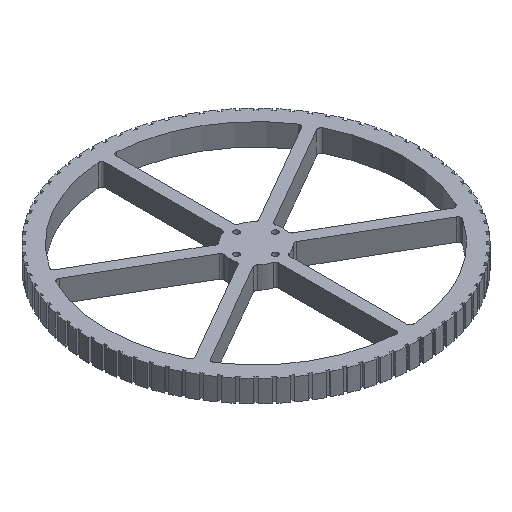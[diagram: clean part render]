
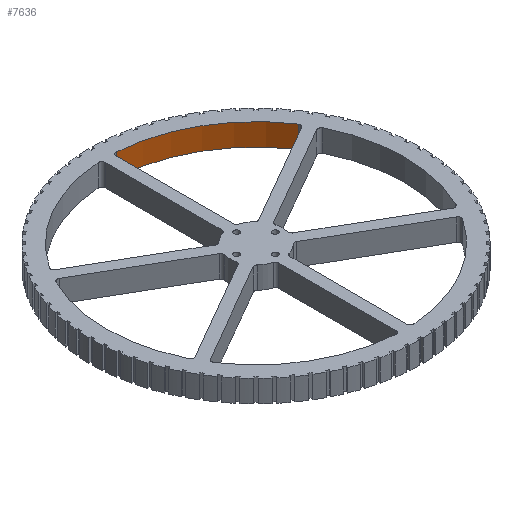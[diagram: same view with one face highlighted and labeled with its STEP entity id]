
A CAD part, isometric view. The second image highlights one B-rep face of the part: STEP entity #7636.
In plain terms, the highlighted cylindrical face has radius 67.539 mm (diameter 135.079 mm), a partial arc.
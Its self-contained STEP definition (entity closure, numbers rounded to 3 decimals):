
#620=FACE_OUTER_BOUND('',#1004,.T.);
#1004=EDGE_LOOP('',(#6625,#6626,#6627,#6628));
#1881=LINE('',#12532,#2757);
#1882=LINE('',#12536,#2758);
#2757=VECTOR('',#10239,10.);
#2758=VECTOR('',#10244,10.);
#2942=CIRCLE('',#8078,67.539);
#3026=CIRCLE('',#8248,67.539);
#3757=VERTEX_POINT('',#12338);
#3758=VERTEX_POINT('',#12340);
#3768=VERTEX_POINT('',#12530);
#3769=VERTEX_POINT('',#12534);
#4750=EDGE_CURVE('',#3757,#3758,#2942,.T.);
#4846=EDGE_CURVE('',#3757,#3768,#1881,.T.);
#4847=EDGE_CURVE('',#3769,#3768,#3026,.T.);
#4848=EDGE_CURVE('',#3758,#3769,#1882,.T.);
#6625=ORIENTED_EDGE('',*,*,#4846,.T.);
#6626=ORIENTED_EDGE('',*,*,#4847,.F.);
#6627=ORIENTED_EDGE('',*,*,#4848,.F.);
#6628=ORIENTED_EDGE('',*,*,#4750,.F.);
#7270=CYLINDRICAL_SURFACE('',#8247,67.539);
#7636=ADVANCED_FACE('',(#620),#7270,.F.);
#8078=AXIS2_PLACEMENT_3D('',#12341,#9889,#9890);
#8247=AXIS2_PLACEMENT_3D('',#12533,#10240,#10241);
#8248=AXIS2_PLACEMENT_3D('',#12535,#10242,#10243);
#9889=DIRECTION('center_axis',(0.,0.,1.));
#9890=DIRECTION('ref_axis',(-0.895,0.445,0.));
#10239=DIRECTION('',(0.,0.,1.));
#10240=DIRECTION('center_axis',(0.,0.,1.));
#10241=DIRECTION('ref_axis',(-0.895,0.445,0.));
#10242=DIRECTION('center_axis',(0.,0.,-1.));
#10243=DIRECTION('ref_axis',(-0.895,0.445,0.));
#10244=DIRECTION('',(0.,0.,1.));
#12338=CARTESIAN_POINT('',(56.393,37.168,-5.));
#12340=CARTESIAN_POINT('',(4.331,67.4,-5.));
#12341=CARTESIAN_POINT('Origin',(0.,0.,-5.));
#12530=CARTESIAN_POINT('',(56.393,37.168,5.));
#12532=CARTESIAN_POINT('',(56.393,37.168,0.));
#12533=CARTESIAN_POINT('Origin',(0.,0.,0.));
#12534=CARTESIAN_POINT('',(4.331,67.4,5.));
#12535=CARTESIAN_POINT('Origin',(0.,0.,5.));
#12536=CARTESIAN_POINT('',(4.331,67.4,0.));
